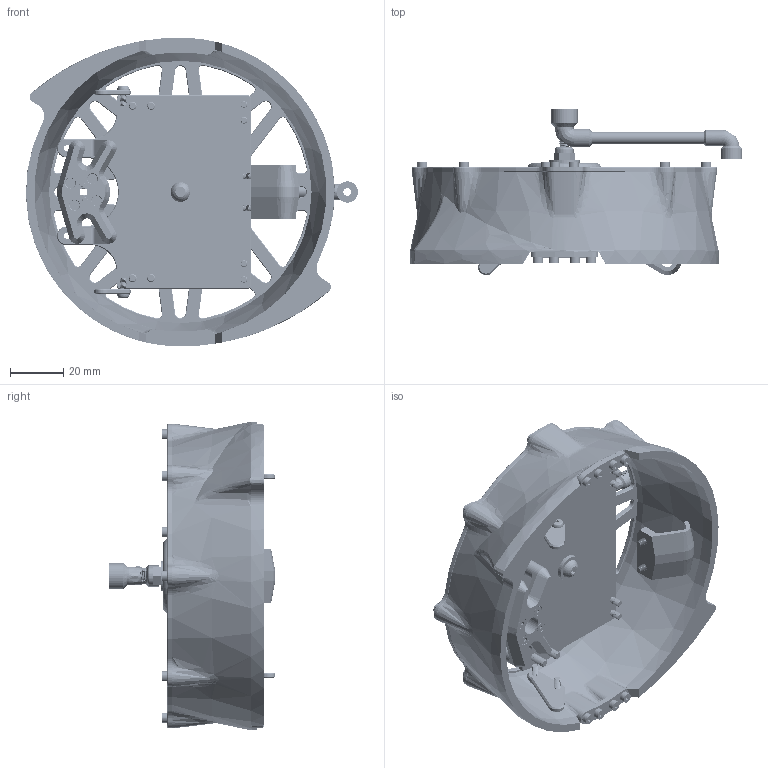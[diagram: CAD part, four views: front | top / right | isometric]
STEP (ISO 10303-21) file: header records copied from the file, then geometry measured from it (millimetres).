
FILE_DESCRIPTION((''),'2;1');
FILE_NAME('10001_ASM','2024-01-26T10:42:25',('77678'),(''),'CREO PARAMETRIC BY PTC INC, 2020053','CREO PARAMETRIC BY PTC INC, 2020053','');
FILE_SCHEMA(('AP242_MANAGED_MODEL_BASED_3D_ENGINEERING_MIM_LF { 1 0 10303 442 1 1 4 }'));
Length unit declared in the file: millimetre
Products named in the file (20): 0003; 0004; 0006; GB70_2-M4X35-12_9; M40001; MFL104ZZ; 0007; GB819_1-M2X8; GB70_2-M3X8-12_9; MY2-5X6; 0008; 0009; 0010; 30001; M2X80001; 200; 20002; 0012; 2022071100; 10001_ASM
Assembly tree (65 placements, depth 2):
  10001_ASM
    0003
    0004
    0006  x2
    GB70_2-M4X35-12_9
    M40001  x3
    MFL104ZZ  x2
    0007
    GB819_1-M2X8  x6
    GB70_2-M3X8-12_9  x4
    MY2-5X6  x10
    0008
    0009
    0010
    30001  x2
    M2X80001  x23
    200  x2
    20002  x2
    0012
    2022071100
Bounding box: 125.19 x 62.74 x 116.4 mm (x, y, z)
Volume: 83978.9 mm3; surface area: 72275.6 mm2
Topology: 65 solids, 65 shells, 3994 faces, 10307 edges, 6519 vertices
Faces by surface type: cylinder 1795, plane 863, bspline 731, cone 495, torus 80, sphere 30
Entity records: 90189 total; most frequent: CARTESIAN_POINT 42117, ORIENTED_EDGE 7532, DIRECTION 6922, EDGE_CURVE 3766, PRESENTATION_STYLE_ASSIGNMENT 3019, STYLED_ITEM 3019, AXIS2_PLACEMENT_3D 2600, CURVE_STYLE 2434
